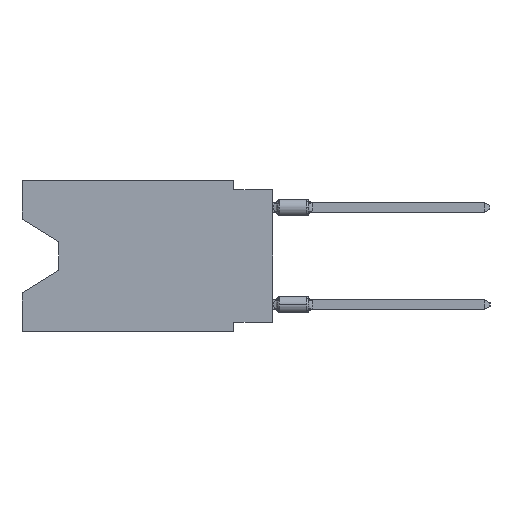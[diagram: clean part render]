
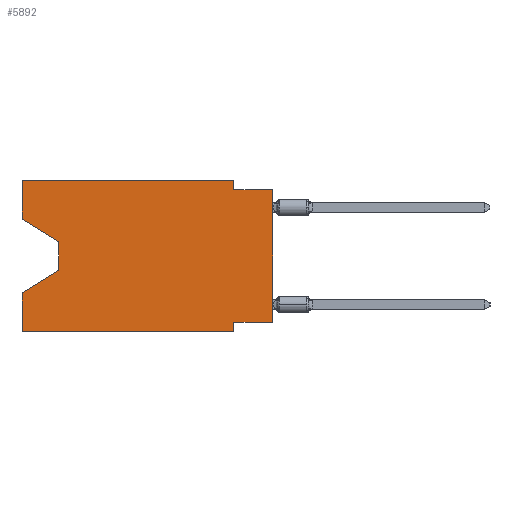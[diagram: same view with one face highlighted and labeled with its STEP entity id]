
A CAD part, left-side view. The second image highlights one B-rep face of the part: STEP entity #5892.
In plain terms, the highlighted planar face has unit normal (-1, 0, 0).
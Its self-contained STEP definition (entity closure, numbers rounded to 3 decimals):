
#916 = CARTESIAN_POINT ( 'NONE',  ( 0., 16.383, 0. ) ) ;
#1133 = CARTESIAN_POINT ( 'NONE',  ( 0., 16.383, -2.546 ) ) ;
#1217 = VECTOR ( 'NONE', #42482, 1000. ) ;
#2183 = CARTESIAN_POINT ( 'NONE',  ( 0., 16.383, 0. ) ) ;
#2840 = VERTEX_POINT ( 'NONE', #10390 ) ;
#3277 = CARTESIAN_POINT ( 'NONE',  ( 0., 16.383, -9.906 ) ) ;
#3589 = ORIENTED_EDGE ( 'NONE', *, *, #31348, .F. ) ;
#4500 = CARTESIAN_POINT ( 'NONE',  ( 0., 2.54, -9.271 ) ) ;
#5112 = ORIENTED_EDGE ( 'NONE', *, *, #33584, .F. ) ;
#5855 = PLANE ( 'NONE',  #18340 ) ;
#5892 = ADVANCED_FACE ( 'NONE', ( #17567 ), #5855, .F. ) ;
#5894 = VECTOR ( 'NONE', #55175, 1000. ) ;
#6417 = VECTOR ( 'NONE', #43295, 1000. ) ;
#7479 = VECTOR ( 'NONE', #23875, 1000. ) ;
#7489 = ORIENTED_EDGE ( 'NONE', *, *, #47943, .T. ) ;
#7895 = EDGE_CURVE ( 'NONE', #41460, #13453, #19582, .T. ) ;
#8735 = CARTESIAN_POINT ( 'NONE',  ( 0., 16.383, -7.36 ) ) ;
#8853 = ORIENTED_EDGE ( 'NONE', *, *, #14808, .T. ) ;
#8911 = LINE ( 'NONE', #916, #46931 ) ;
#9599 = CARTESIAN_POINT ( 'NONE',  ( 0., 2.54, 0. ) ) ;
#9651 = CARTESIAN_POINT ( 'NONE',  ( 0., 2.54, 0. ) ) ;
#9696 = EDGE_CURVE ( 'NONE', #13461, #41460, #11016, .T. ) ;
#9716 = EDGE_CURVE ( 'NONE', #23774, #49916, #27902, .T. ) ;
#9747 = DIRECTION ( 'NONE',  ( 0., 0., 1. ) ) ;
#10390 = CARTESIAN_POINT ( 'NONE',  ( 0., 2.54, -9.906 ) ) ;
#10650 = VERTEX_POINT ( 'NONE', #4500 ) ;
#11016 = LINE ( 'NONE', #2183, #32155 ) ;
#12171 = LINE ( 'NONE', #25585, #6417 ) ;
#12343 = LINE ( 'NONE', #34051, #5894 ) ;
#13217 = ORIENTED_EDGE ( 'NONE', *, *, #9696, .F. ) ;
#13453 = VERTEX_POINT ( 'NONE', #41473 ) ;
#13461 = VERTEX_POINT ( 'NONE', #54037 ) ;
#13801 = EDGE_CURVE ( 'NONE', #42422, #48506, #46445, .T. ) ;
#14090 = DIRECTION ( 'NONE',  ( 0., 0., 1. ) ) ;
#14462 = DIRECTION ( 'NONE',  ( 0., 0., -1. ) ) ;
#14760 = DIRECTION ( 'NONE',  ( 0., -1., 0. ) ) ;
#14808 = EDGE_CURVE ( 'NONE', #42015, #55754, #35537, .T. ) ;
#15454 = ORIENTED_EDGE ( 'NONE', *, *, #9716, .F. ) ;
#15496 = CARTESIAN_POINT ( 'NONE',  ( 0., 0., -9.271 ) ) ;
#17166 = DIRECTION ( 'NONE',  ( 0., -1., 0. ) ) ;
#17563 = ORIENTED_EDGE ( 'NONE', *, *, #20449, .T. ) ;
#17567 = FACE_OUTER_BOUND ( 'NONE', #54779, .T. ) ;
#18340 = AXIS2_PLACEMENT_3D ( 'NONE', #35295, #52701, #39865 ) ;
#18483 = EDGE_CURVE ( 'NONE', #10650, #2840, #33365, .T. ) ;
#18594 = ORIENTED_EDGE ( 'NONE', *, *, #7895, .F. ) ;
#19582 = LINE ( 'NONE', #9599, #38523 ) ;
#20258 = VERTEX_POINT ( 'NONE', #49242 ) ;
#20449 = EDGE_CURVE ( 'NONE', #48506, #20258, #12343, .T. ) ;
#20537 = EDGE_CURVE ( 'NONE', #42422, #13461, #8911, .T. ) ;
#21183 = CARTESIAN_POINT ( 'NONE',  ( 0., 13.97, -4.013 ) ) ;
#23426 = DIRECTION ( 'NONE',  ( 0., -0.855, -0.519 ) ) ;
#23466 = VECTOR ( 'NONE', #23426, 1000. ) ;
#23616 = CARTESIAN_POINT ( 'NONE',  ( 0., 16.383, 0. ) ) ;
#23774 = VERTEX_POINT ( 'NONE', #3277 ) ;
#23875 = DIRECTION ( 'NONE',  ( 0., 0., 1. ) ) ;
#23903 = VECTOR ( 'NONE', #17166, 1000. ) ;
#24701 = CARTESIAN_POINT ( 'NONE',  ( 0., 13.97, -5.893 ) ) ;
#24739 = CARTESIAN_POINT ( 'NONE',  ( 0., 16.383, -2.546 ) ) ;
#25421 = ORIENTED_EDGE ( 'NONE', *, *, #46336, .T. ) ;
#25585 = CARTESIAN_POINT ( 'NONE',  ( 0., 0., -9.271 ) ) ;
#26607 = LINE ( 'NONE', #35180, #23903 ) ;
#27902 = LINE ( 'NONE', #23616, #7479 ) ;
#27940 = DIRECTION ( 'NONE',  ( 0., -1., 0. ) ) ;
#28486 = CARTESIAN_POINT ( 'NONE',  ( 0., 16.383, -9.906 ) ) ;
#31348 = EDGE_CURVE ( 'NONE', #42015, #10650, #12171, .T. ) ;
#31547 = CARTESIAN_POINT ( 'NONE',  ( 0., 0., 0. ) ) ;
#32155 = VECTOR ( 'NONE', #14760, 1000. ) ;
#33365 = LINE ( 'NONE', #56158, #1217 ) ;
#33584 = EDGE_CURVE ( 'NONE', #13453, #55754, #26607, .T. ) ;
#34051 = CARTESIAN_POINT ( 'NONE',  ( 0., 13.97, -4.013 ) ) ;
#35180 = CARTESIAN_POINT ( 'NONE',  ( 0., 0., -0.635 ) ) ;
#35295 = CARTESIAN_POINT ( 'NONE',  ( 0., 16.383, 0. ) ) ;
#35537 = LINE ( 'NONE', #31547, #45627 ) ;
#36736 = DIRECTION ( 'NONE',  ( 0., 0.855, -0.519 ) ) ;
#38523 = VECTOR ( 'NONE', #14462, 1000. ) ;
#39865 = DIRECTION ( 'NONE',  ( 0., 0., -1. ) ) ;
#41460 = VERTEX_POINT ( 'NONE', #9651 ) ;
#41473 = CARTESIAN_POINT ( 'NONE',  ( 0., 2.54, -0.635 ) ) ;
#42015 = VERTEX_POINT ( 'NONE', #15496 ) ;
#42183 = LINE ( 'NONE', #28486, #42783 ) ;
#42422 = VERTEX_POINT ( 'NONE', #1133 ) ;
#42482 = DIRECTION ( 'NONE',  ( 0., 0., -1. ) ) ;
#42783 = VECTOR ( 'NONE', #27940, 1000. ) ;
#43071 = ORIENTED_EDGE ( 'NONE', *, *, #18483, .F. ) ;
#43295 = DIRECTION ( 'NONE',  ( 0., 1., 0. ) ) ;
#45627 = VECTOR ( 'NONE', #14090, 1000. ) ;
#46336 = EDGE_CURVE ( 'NONE', #23774, #2840, #42183, .T. ) ;
#46445 = LINE ( 'NONE', #24739, #23466 ) ;
#46699 = CARTESIAN_POINT ( 'NONE',  ( 0., 0., -0.635 ) ) ;
#46931 = VECTOR ( 'NONE', #9747, 1000. ) ;
#47467 = VECTOR ( 'NONE', #36736, 1000. ) ;
#47943 = EDGE_CURVE ( 'NONE', #20258, #49916, #54960, .T. ) ;
#48506 = VERTEX_POINT ( 'NONE', #21183 ) ;
#49242 = CARTESIAN_POINT ( 'NONE',  ( 0., 13.97, -5.893 ) ) ;
#49916 = VERTEX_POINT ( 'NONE', #8735 ) ;
#52701 = DIRECTION ( 'NONE',  ( 1., 0., 0. ) ) ;
#54037 = CARTESIAN_POINT ( 'NONE',  ( 0., 16.383, 0. ) ) ;
#54410 = ORIENTED_EDGE ( 'NONE', *, *, #13801, .T. ) ;
#54779 = EDGE_LOOP ( 'NONE', ( #54410, #17563, #7489, #15454, #25421, #43071, #3589, #8853, #5112, #18594, #13217, #55577 ) ) ;
#54960 = LINE ( 'NONE', #24701, #47467 ) ;
#55175 = DIRECTION ( 'NONE',  ( 0., 0., -1. ) ) ;
#55577 = ORIENTED_EDGE ( 'NONE', *, *, #20537, .F. ) ;
#55754 = VERTEX_POINT ( 'NONE', #46699 ) ;
#56158 = CARTESIAN_POINT ( 'NONE',  ( 0., 2.54, -9.906 ) ) ;
